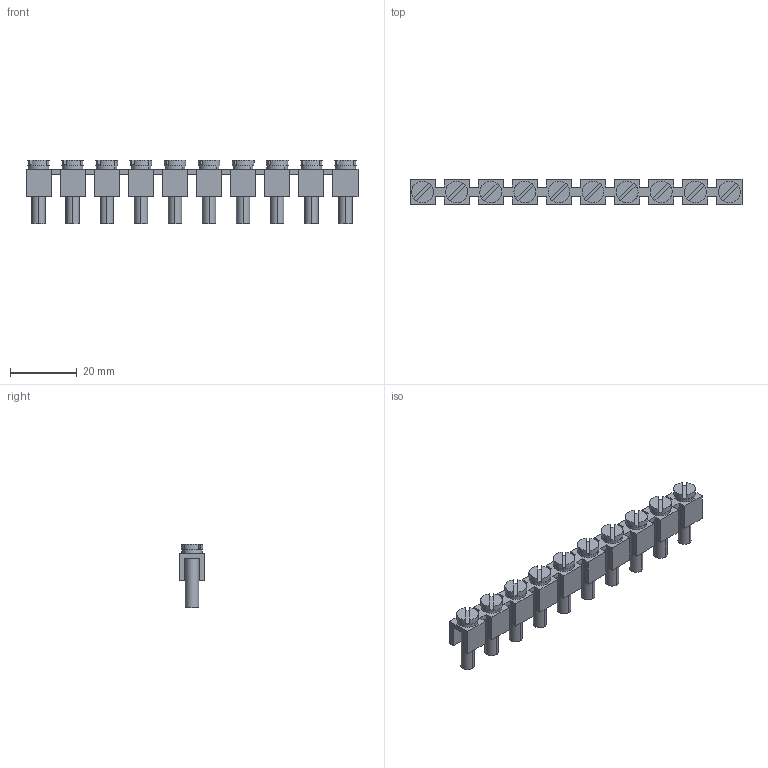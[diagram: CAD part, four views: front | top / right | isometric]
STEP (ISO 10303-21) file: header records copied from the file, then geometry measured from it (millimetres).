
FILE_DESCRIPTION(('Creo Elements/Direct Modeling STEP Export'),'2;1');
FILE_NAME('model.stp','2019-07-17T 1:32:07',(''),(''),'Creo Elements/Direct Modeling STEP processor for AP214 (Solid Model)','Creo Elements/Direct Modeling 20.1A 29-Sep-2018 (C) Parametric Technology GmbH','');
FILE_SCHEMA(('AUTOMOTIVE_DESIGN { 1 0 10303 214 1 1 1 1 }'));
Length unit declared in the file: millimetre
Products named in the file (2): FB_10_10-select
Assembly tree (1 placements, depth 2):
  FB_10_10-select
    FB_10_10-select
Bounding box: 99.3 x 7.5 x 19 mm (x, y, z)
Volume: 5097.4 mm3; surface area: 6711.4 mm2
Topology: 1 solids, 1 shells, 248 faces, 648 edges, 432 vertices
Faces by surface type: plane 188, cylinder 60
Entity records: 8777 total; most frequent: ORIENTED_EDGE 1296, CARTESIAN_POINT 1150, DIRECTION 984, EDGE_CURVE 648, VECTOR 452, LINE 452, VERTEX_POINT 432, EDGE_LOOP 278
